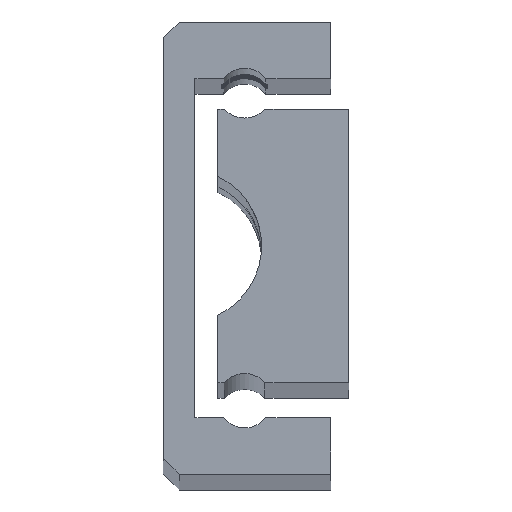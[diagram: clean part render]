
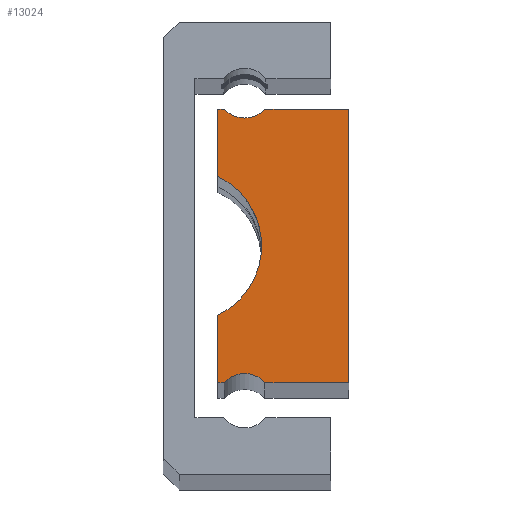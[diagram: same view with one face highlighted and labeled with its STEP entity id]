
A CAD part, top view. The second image highlights one B-rep face of the part: STEP entity #13024.
In plain terms, the highlighted planar face has unit normal (0, 0, 1).
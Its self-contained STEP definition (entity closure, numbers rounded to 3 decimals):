
#149 = VERTEX_POINT ( 'NONE', #2618 ) ;
#255 = CARTESIAN_POINT ( 'NONE',  ( 5.8, 12.1, 400. ) ) ;
#322 = EDGE_CURVE ( 'NONE', #6376, #13083, #7563, .T. ) ;
#386 = CIRCLE ( 'NONE', #14544, 3.4 ) ;
#480 = DIRECTION ( 'NONE',  ( 1., 0., 0. ) ) ;
#645 = EDGE_CURVE ( 'NONE', #149, #13727, #12311, .T. ) ;
#817 = ORIENTED_EDGE ( 'NONE', *, *, #8227, .T. ) ;
#941 = ORIENTED_EDGE ( 'NONE', *, *, #322, .T. ) ;
#1048 = VECTOR ( 'NONE', #10104, 1000. ) ;
#1083 = AXIS2_PLACEMENT_3D ( 'NONE', #13229, #14417, #14367 ) ;
#1256 = DIRECTION ( 'NONE',  ( 0., 0., 1. ) ) ;
#1322 = CARTESIAN_POINT ( 'NONE',  ( 5.8, 12.1, 400. ) ) ;
#1463 = CARTESIAN_POINT ( 'NONE',  ( 5.8, 0., 400. ) ) ;
#1983 = CARTESIAN_POINT ( 'NONE',  ( 0., 2.975, 400. ) ) ;
#2482 = CARTESIAN_POINT ( 'NONE',  ( 2.094, 12.1, 400. ) ) ;
#2525 = VECTOR ( 'NONE', #13388, 1000. ) ;
#2595 = DIRECTION ( 'NONE',  ( 1., 0., 0. ) ) ;
#2618 = CARTESIAN_POINT ( 'NONE',  ( 0., 12.1, 400. ) ) ;
#2735 = DIRECTION ( 'NONE',  ( 0., -1., 0. ) ) ;
#3134 = DIRECTION ( 'NONE',  ( 0., 0., 1. ) ) ;
#3528 = DIRECTION ( 'NONE',  ( 1., 0., 0. ) ) ;
#3539 = EDGE_CURVE ( 'NONE', #7173, #8363, #14574, .T. ) ;
#3544 = DIRECTION ( 'NONE',  ( 0., 1., 0. ) ) ;
#3661 = CARTESIAN_POINT ( 'NONE',  ( 0.306, 12.1, 400. ) ) ;
#4255 = CARTESIAN_POINT ( 'NONE',  ( 2.094, 0., 400. ) ) ;
#4277 = LINE ( 'NONE', #8708, #2525 ) ;
#4361 = EDGE_LOOP ( 'NONE', ( #6387, #10620, #817, #9188, #941, #13623, #13834, #7793, #5429, #8560 ) ) ;
#4459 = CARTESIAN_POINT ( 'NONE',  ( 0., 12.1, 400. ) ) ;
#4501 = EDGE_CURVE ( 'NONE', #7173, #149, #4727, .T. ) ;
#4727 = LINE ( 'NONE', #5994, #1048 ) ;
#5100 = EDGE_CURVE ( 'NONE', #6376, #13296, #9660, .T. ) ;
#5429 = ORIENTED_EDGE ( 'NONE', *, *, #4501, .T. ) ;
#5469 = DIRECTION ( 'NONE',  ( 1., 0., 0. ) ) ;
#5598 = CARTESIAN_POINT ( 'NONE',  ( 0., 9.125, 400. ) ) ;
#5872 = CARTESIAN_POINT ( 'NONE',  ( 2.094, 0., 400. ) ) ;
#5906 = CARTESIAN_POINT ( 'NONE',  ( 0., 2.975, 400. ) ) ;
#5994 = CARTESIAN_POINT ( 'NONE',  ( 0.306, 12.1, 400. ) ) ;
#6047 = VECTOR ( 'NONE', #3544, 1000. ) ;
#6376 = VERTEX_POINT ( 'NONE', #4255 ) ;
#6387 = ORIENTED_EDGE ( 'NONE', *, *, #9570, .F. ) ;
#6907 = CARTESIAN_POINT ( 'NONE',  ( 0.306, 0., 400. ) ) ;
#7173 = VERTEX_POINT ( 'NONE', #3661 ) ;
#7470 = LINE ( 'NONE', #1463, #6047 ) ;
#7509 = VERTEX_POINT ( 'NONE', #255 ) ;
#7513 = CARTESIAN_POINT ( 'NONE',  ( 5.8, 0., 400. ) ) ;
#7563 = LINE ( 'NONE', #5872, #14315 ) ;
#7578 = AXIS2_PLACEMENT_3D ( 'NONE', #13827, #1256, #3528 ) ;
#7788 = CARTESIAN_POINT ( 'NONE',  ( 0., 0., 400. ) ) ;
#7793 = ORIENTED_EDGE ( 'NONE', *, *, #3539, .F. ) ;
#8183 = DIRECTION ( 'NONE',  ( -1., 0., 0. ) ) ;
#8227 = EDGE_CURVE ( 'NONE', #12672, #13296, #4277, .T. ) ;
#8363 = VERTEX_POINT ( 'NONE', #2482 ) ;
#8560 = ORIENTED_EDGE ( 'NONE', *, *, #645, .T. ) ;
#8708 = CARTESIAN_POINT ( 'NONE',  ( 0., 0., 400. ) ) ;
#9188 = ORIENTED_EDGE ( 'NONE', *, *, #5100, .F. ) ;
#9265 = VECTOR ( 'NONE', #11202, 1000. ) ;
#9570 = EDGE_CURVE ( 'NONE', #10498, #13727, #386, .T. ) ;
#9660 = CIRCLE ( 'NONE', #13616, 1.2 ) ;
#9980 = CARTESIAN_POINT ( 'NONE',  ( 1.2, -0.8, 400. ) ) ;
#10104 = DIRECTION ( 'NONE',  ( -1., 0., 0. ) ) ;
#10498 = VERTEX_POINT ( 'NONE', #1983 ) ;
#10620 = ORIENTED_EDGE ( 'NONE', *, *, #13330, .T. ) ;
#10866 = EDGE_CURVE ( 'NONE', #7509, #8363, #12817, .T. ) ;
#11202 = DIRECTION ( 'NONE',  ( 0., -1., 0. ) ) ;
#11219 = VECTOR ( 'NONE', #8183, 1000. ) ;
#12122 = PLANE ( 'NONE',  #1083 ) ;
#12195 = LINE ( 'NONE', #5906, #14328 ) ;
#12311 = LINE ( 'NONE', #4459, #9265 ) ;
#12672 = VERTEX_POINT ( 'NONE', #7788 ) ;
#12817 = LINE ( 'NONE', #1322, #11219 ) ;
#12855 = CARTESIAN_POINT ( 'NONE',  ( -1.45, 6.05, 400. ) ) ;
#13024 = ADVANCED_FACE ( 'NONE', ( #13097 ), #12122, .T. ) ;
#13083 = VERTEX_POINT ( 'NONE', #7513 ) ;
#13097 = FACE_OUTER_BOUND ( 'NONE', #4361, .T. ) ;
#13229 = CARTESIAN_POINT ( 'NONE',  ( -1.45, 6.05, 400. ) ) ;
#13296 = VERTEX_POINT ( 'NONE', #6907 ) ;
#13330 = EDGE_CURVE ( 'NONE', #10498, #12672, #12195, .T. ) ;
#13388 = DIRECTION ( 'NONE',  ( 1., 0., 0. ) ) ;
#13616 = AXIS2_PLACEMENT_3D ( 'NONE', #9980, #3134, #5469 ) ;
#13623 = ORIENTED_EDGE ( 'NONE', *, *, #13863, .T. ) ;
#13727 = VERTEX_POINT ( 'NONE', #5598 ) ;
#13827 = CARTESIAN_POINT ( 'NONE',  ( 1.2, 12.9, 400. ) ) ;
#13834 = ORIENTED_EDGE ( 'NONE', *, *, #10866, .T. ) ;
#13863 = EDGE_CURVE ( 'NONE', #13083, #7509, #7470, .T. ) ;
#14194 = DIRECTION ( 'NONE',  ( 0., 0., 1. ) ) ;
#14315 = VECTOR ( 'NONE', #2595, 1000. ) ;
#14328 = VECTOR ( 'NONE', #2735, 1000. ) ;
#14367 = DIRECTION ( 'NONE',  ( 1., 0., 0. ) ) ;
#14417 = DIRECTION ( 'NONE',  ( 0., 0., 1. ) ) ;
#14544 = AXIS2_PLACEMENT_3D ( 'NONE', #12855, #14194, #480 ) ;
#14574 = CIRCLE ( 'NONE', #7578, 1.2 ) ;
